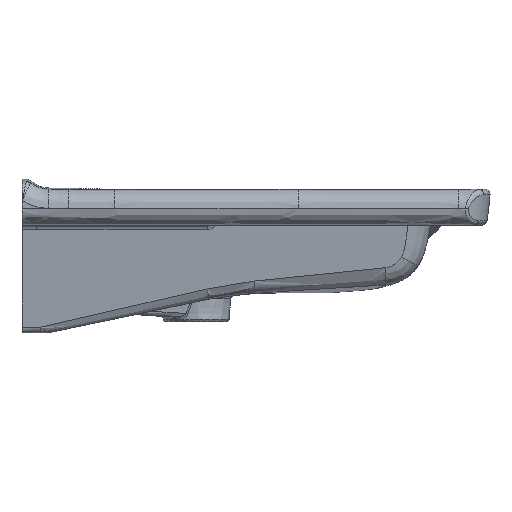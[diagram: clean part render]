
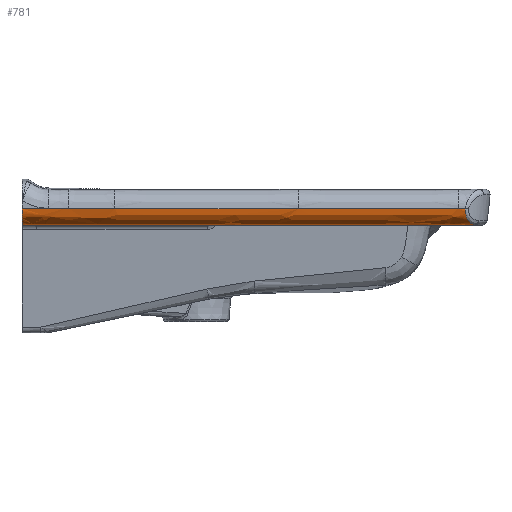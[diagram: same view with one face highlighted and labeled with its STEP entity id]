
A CAD part, left-side view. The second image highlights one B-rep face of the part: STEP entity #781.
In plain terms, the highlighted free-form (B-spline) face has degree [3, 2] with [4, 3] control points.
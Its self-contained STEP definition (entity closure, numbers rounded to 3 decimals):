
#366=(
BOUNDED_SURFACE()
B_SPLINE_SURFACE(3,2,((#42997,#42998,#42999),(#43000,#43001,#43002),(#43003,
#43004,#43005),(#43006,#43007,#43008)),.UNSPECIFIED.,.F.,.F.,.F.)
B_SPLINE_SURFACE_WITH_KNOTS((4,4),(3,3),(0.,1.),(0.,1.),.UNSPECIFIED.)
GEOMETRIC_REPRESENTATION_ITEM()
RATIONAL_B_SPLINE_SURFACE(((1.,0.718,1.),(1.,0.718,
1.),(1.,0.718,1.),(1.,0.718,1.)))
REPRESENTATION_ITEM('')
SURFACE()
);
#781=ADVANCED_FACE('',(#1291),#366,.T.);
#1291=FACE_OUTER_BOUND('',#1705,.T.);
#1705=EDGE_LOOP('',(#3186,#3187,#3188,#3189,#3190,#3191,#3192,#3193,#3194,
#3195,#3196));
#3186=ORIENTED_EDGE('',*,*,#5142,.F.);
#3187=ORIENTED_EDGE('',*,*,#5120,.T.);
#3188=ORIENTED_EDGE('',*,*,#5127,.T.);
#3189=ORIENTED_EDGE('',*,*,#5143,.F.);
#3190=ORIENTED_EDGE('',*,*,#5144,.F.);
#3191=ORIENTED_EDGE('',*,*,#5145,.F.);
#3192=ORIENTED_EDGE('',*,*,#5146,.F.);
#3193=ORIENTED_EDGE('',*,*,#5147,.F.);
#3194=ORIENTED_EDGE('',*,*,#5148,.F.);
#3195=ORIENTED_EDGE('',*,*,#5149,.F.);
#3196=ORIENTED_EDGE('',*,*,#5029,.F.);
#4203=VERTEX_POINT('',#41738);
#4204=VERTEX_POINT('',#41740);
#4262=VERTEX_POINT('',#42666);
#4264=VERTEX_POINT('',#42678);
#4268=VERTEX_POINT('',#42776);
#4279=VERTEX_POINT('',#42954);
#4280=VERTEX_POINT('',#42959);
#4281=VERTEX_POINT('',#42964);
#4282=VERTEX_POINT('',#42972);
#4283=VERTEX_POINT('',#42980);
#4284=VERTEX_POINT('',#42988);
#5029=EDGE_CURVE('',#4204,#4203,#5741,.T.);
#5120=EDGE_CURVE('',#4264,#4262,#5797,.T.);
#5127=EDGE_CURVE('',#4262,#4268,#5802,.T.);
#5142=EDGE_CURVE('',#4264,#4204,#5814,.T.);
#5143=EDGE_CURVE('',#4279,#4268,#5815,.T.);
#5144=EDGE_CURVE('',#4280,#4279,#5816,.T.);
#5145=EDGE_CURVE('',#4281,#4280,#5817,.T.);
#5146=EDGE_CURVE('',#4282,#4281,#5818,.T.);
#5147=EDGE_CURVE('',#4283,#4282,#5819,.T.);
#5148=EDGE_CURVE('',#4284,#4283,#5820,.T.);
#5149=EDGE_CURVE('',#4203,#4284,#5821,.T.);
#5741=B_SPLINE_CURVE_WITH_KNOTS('',3,(#41741,#41742,#41743,#41744),
 .UNSPECIFIED.,.F.,.F.,(4,4),(0.,1.),.UNSPECIFIED.);
#5797=B_SPLINE_CURVE_WITH_KNOTS('',3,(#42668,#42669,#42670,#42671,#42672,
#42673,#42674,#42675,#42676,#42677),.UNSPECIFIED.,.F.,.F.,(4,2,2,2,4),(0.,
0.25,0.5,0.75,1.),.UNSPECIFIED.);
#5802=B_SPLINE_CURVE_WITH_KNOTS('',3,(#42778,#42779,#42780,#42781),
 .UNSPECIFIED.,.F.,.F.,(4,4),(0.,1.),.UNSPECIFIED.);
#5814=B_SPLINE_CURVE_WITH_KNOTS('',3,(#42946,#42947,#42948,#42949),
 .UNSPECIFIED.,.F.,.F.,(4,4),(0.,1.),.UNSPECIFIED.);
#5815=B_SPLINE_CURVE_WITH_KNOTS('',3,(#42950,#42951,#42952,#42953),
 .UNSPECIFIED.,.F.,.F.,(4,4),(0.,1.),.UNSPECIFIED.);
#5816=B_SPLINE_CURVE_WITH_KNOTS('',3,(#42955,#42956,#42957,#42958),
 .UNSPECIFIED.,.F.,.F.,(4,4),(0.,1.),.UNSPECIFIED.);
#5817=B_SPLINE_CURVE_WITH_KNOTS('',3,(#42960,#42961,#42962,#42963),
 .UNSPECIFIED.,.F.,.F.,(4,4),(0.,1.),.UNSPECIFIED.);
#5818=B_SPLINE_CURVE_WITH_KNOTS('',3,(#42965,#42966,#42967,#42968,#42969,
#42970,#42971),.UNSPECIFIED.,.F.,.F.,(4,3,4),(0.,0.736,1.),
 .UNSPECIFIED.);
#5819=B_SPLINE_CURVE_WITH_KNOTS('',3,(#42973,#42974,#42975,#42976,#42977,
#42978,#42979),.UNSPECIFIED.,.F.,.F.,(4,3,4),(0.,0.18,1.),
 .UNSPECIFIED.);
#5820=B_SPLINE_CURVE_WITH_KNOTS('',3,(#42981,#42982,#42983,#42984,#42985,
#42986,#42987),.UNSPECIFIED.,.F.,.F.,(4,3,4),(0.,0.808,1.),
 .UNSPECIFIED.);
#5821=B_SPLINE_CURVE_WITH_KNOTS('',3,(#42989,#42990,#42991,#42992,#42993,
#42994,#42995,#42996),.UNSPECIFIED.,.F.,.F.,(4,2,2,4),(0.,0.25,
0.5,1.),.UNSPECIFIED.);
#41738=CARTESIAN_POINT('',(-278.898,0.,-42.));
#41740=CARTESIAN_POINT('',(-279.387,-481.229,-42.));
#41741=CARTESIAN_POINT('',(-279.387,-481.229,-42.));
#41742=CARTESIAN_POINT('',(-280.416,-320.821,-42.));
#41743=CARTESIAN_POINT('',(-280.253,-160.407,-42.));
#41744=CARTESIAN_POINT('',(-278.898,0.,-42.));
#42666=CARTESIAN_POINT('',(-299.097,-520.752,-22.718));
#42668=CARTESIAN_POINT('',(-279.027,-531.407,-42.));
#42669=CARTESIAN_POINT('',(-281.545,-530.244,-42.));
#42670=CARTESIAN_POINT('',(-283.947,-529.038,-41.544));
#42671=CARTESIAN_POINT('',(-288.538,-526.559,-39.784));
#42672=CARTESIAN_POINT('',(-290.651,-525.322,-38.498));
#42673=CARTESIAN_POINT('',(-294.357,-523.057,-35.159));
#42674=CARTESIAN_POINT('',(-295.971,-522.021,-33.073));
#42675=CARTESIAN_POINT('',(-298.306,-520.714,-28.225));
#42676=CARTESIAN_POINT('',(-299.,-520.472,-25.487));
#42677=CARTESIAN_POINT('',(-299.097,-520.752,-22.718));
#42678=CARTESIAN_POINT('',(-279.027,-531.407,-42.));
#42776=CARTESIAN_POINT('',(-299.098,-520.744,-22.718));
#42778=CARTESIAN_POINT('',(-299.097,-520.752,-22.718));
#42779=CARTESIAN_POINT('',(-299.097,-520.749,-22.718));
#42780=CARTESIAN_POINT('',(-299.097,-520.747,-22.718));
#42781=CARTESIAN_POINT('',(-299.098,-520.744,-22.718));
#42946=CARTESIAN_POINT('',(-279.027,-531.407,-42.));
#42947=CARTESIAN_POINT('',(-279.16,-514.681,-42.));
#42948=CARTESIAN_POINT('',(-279.28,-497.955,-42.));
#42949=CARTESIAN_POINT('',(-279.387,-481.229,-42.));
#42950=CARTESIAN_POINT('',(-299.16,-512.375,-22.726));
#42951=CARTESIAN_POINT('',(-299.139,-515.165,-22.726));
#42952=CARTESIAN_POINT('',(-299.119,-517.954,-22.723));
#42953=CARTESIAN_POINT('',(-299.098,-520.744,-22.718));
#42954=CARTESIAN_POINT('',(-299.16,-512.375,-22.726));
#42955=CARTESIAN_POINT('',(-300.001,-324.196,-22.726));
#42956=CARTESIAN_POINT('',(-299.903,-386.923,-22.728));
#42957=CARTESIAN_POINT('',(-299.622,-449.65,-22.729));
#42958=CARTESIAN_POINT('',(-299.16,-512.375,-22.726));
#42959=CARTESIAN_POINT('',(-300.001,-324.196,-22.726));
#42960=CARTESIAN_POINT('',(-299.623,-109.101,-22.725));
#42961=CARTESIAN_POINT('',(-299.987,-180.799,-22.723));
#42962=CARTESIAN_POINT('',(-300.113,-252.498,-22.723));
#42963=CARTESIAN_POINT('',(-300.001,-324.196,-22.726));
#42964=CARTESIAN_POINT('',(-299.623,-109.101,-22.725));
#42965=CARTESIAN_POINT('',(-299.304,-54.761,-22.653));
#42966=CARTESIAN_POINT('',(-299.392,-68.094,-22.716));
#42967=CARTESIAN_POINT('',(-299.473,-81.428,-22.732));
#42968=CARTESIAN_POINT('',(-299.547,-94.761,-22.727));
#42969=CARTESIAN_POINT('',(-299.574,-99.541,-22.726));
#42970=CARTESIAN_POINT('',(-299.599,-104.321,-22.725));
#42971=CARTESIAN_POINT('',(-299.623,-109.101,-22.725));
#42972=CARTESIAN_POINT('',(-299.304,-54.761,-22.653));
#42973=CARTESIAN_POINT('',(-299.269,-49.509,-22.628));
#42974=CARTESIAN_POINT('',(-299.271,-49.825,-22.63));
#42975=CARTESIAN_POINT('',(-299.274,-50.141,-22.631));
#42976=CARTESIAN_POINT('',(-299.276,-50.457,-22.633));
#42977=CARTESIAN_POINT('',(-299.285,-51.892,-22.639));
#42978=CARTESIAN_POINT('',(-299.295,-53.326,-22.646));
#42979=CARTESIAN_POINT('',(-299.304,-54.761,-22.653));
#42980=CARTESIAN_POINT('',(-299.269,-49.509,-22.628));
#42981=CARTESIAN_POINT('',(-298.889,0.,-22.628));
#42982=CARTESIAN_POINT('',(-299.002,-13.333,-22.628));
#42983=CARTESIAN_POINT('',(-299.106,-26.666,-22.628));
#42984=CARTESIAN_POINT('',(-299.202,-39.999,-22.628));
#42985=CARTESIAN_POINT('',(-299.225,-43.169,-22.628));
#42986=CARTESIAN_POINT('',(-299.247,-46.339,-22.628));
#42987=CARTESIAN_POINT('',(-299.269,-49.509,-22.628));
#42988=CARTESIAN_POINT('',(-298.889,0.,-22.628));
#42989=CARTESIAN_POINT('',(-278.898,0.,-42.));
#42990=CARTESIAN_POINT('',(-281.487,0.,-42.));
#42991=CARTESIAN_POINT('',(-284.024,0.,-41.502));
#42992=CARTESIAN_POINT('',(-288.789,0.,-39.573));
#42993=CARTESIAN_POINT('',(-290.974,0.,-38.147));
#42994=CARTESIAN_POINT('',(-296.488,0.,-32.808));
#42995=CARTESIAN_POINT('',(-298.727,0.,-27.802));
#42996=CARTESIAN_POINT('',(-298.889,0.,-22.628));
#42997=CARTESIAN_POINT('',(-298.991,-534.757,-22.628));
#42998=CARTESIAN_POINT('',(-298.382,-534.752,-42.));
#42999=CARTESIAN_POINT('',(-279.001,-534.595,-42.));
#43000=CARTESIAN_POINT('',(-300.437,-355.394,-22.628));
#43001=CARTESIAN_POINT('',(-299.828,-355.392,-42.));
#43002=CARTESIAN_POINT('',(-280.446,-355.342,-42.));
#43003=CARTESIAN_POINT('',(-300.375,-176.01,-22.628));
#43004=CARTESIAN_POINT('',(-299.766,-176.012,-42.));
#43005=CARTESIAN_POINT('',(-280.385,-176.073,-42.));
#43006=CARTESIAN_POINT('',(-298.861,3.357,-22.628));
#43007=CARTESIAN_POINT('',(-298.252,3.352,-42.));
#43008=CARTESIAN_POINT('',(-278.871,3.188,-42.));
